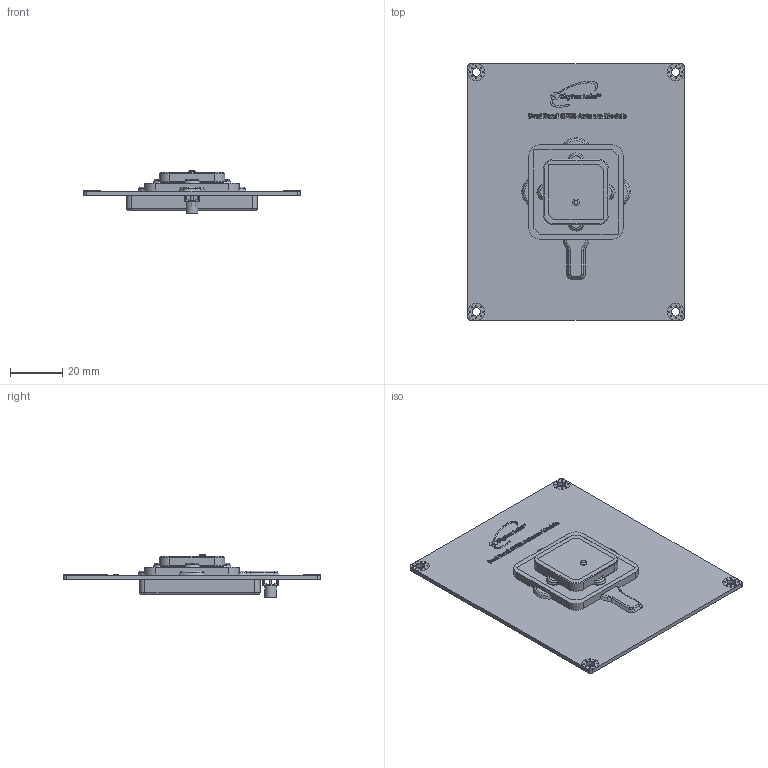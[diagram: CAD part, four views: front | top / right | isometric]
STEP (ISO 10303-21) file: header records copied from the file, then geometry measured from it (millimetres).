
FILE_DESCRIPTION (( '' ), '' );
FILE_NAME ('', '', ( '' ), ( '' ), '', '', '' );
FILE_SCHEMA (('CONFIG_CONTROL_DESIGN'));
Length unit declared in the file: millimetre
Products named in the file (9): piPATCH-L1L2; gpsf_36_7_a_30; MCX_36-001T; pcb; cu; shield; logo; glue1; glue2
Assembly tree (8 placements, depth 2):
  piPATCH-L1L2
    gpsf_36_7_a_30
    MCX_36-001T
    pcb
    cu
    shield
    logo
    glue1
    glue2
Bounding box: 82.6 x 98 x 16.46 mm (x, y, z)
Volume: 33686.7 mm3; surface area: 27757.6 mm2
Topology: 55 solids, 55 shells, 1641 faces, 4535 edges, 3021 vertices
Faces by surface type: plane 1457, cylinder 127, bspline 28, cone 24, torus 5
Full cylindrical faces by diameter (mm): 0.453 x64, 0.53 x1, 0.8 x1, 0.9 x1, 1 x1, 1.05 x1, 1.125 x4, 1.97 x1, 2.5 x1, 2.8 x1, 2.9 x1, 3.2 x8, 3.43 x1, 3.7 x1, 4.5 x1, 6.4 x4
Entity records: 53273 total; most frequent: CARTESIAN_POINT 10286, ORIENTED_EDGE 9072, DIRECTION 8087, EDGE_CURVE 4536, LINE 4149, VECTOR 4149, VERTEX_POINT 3021, AXIS2_PLACEMENT_3D 1969
